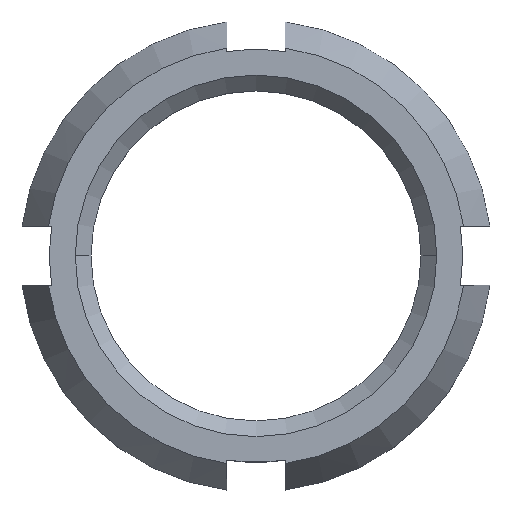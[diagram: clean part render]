
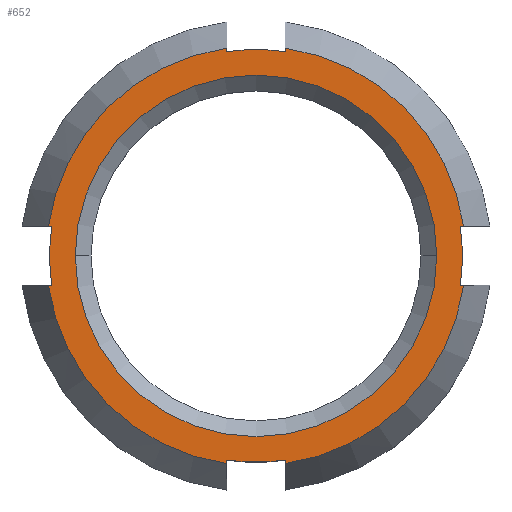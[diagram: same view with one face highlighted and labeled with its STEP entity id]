
A CAD part, top view. The second image highlights one B-rep face of the part: STEP entity #652.
In plain terms, the highlighted planar face has unit normal (0, 0, 1).
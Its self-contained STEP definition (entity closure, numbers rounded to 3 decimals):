
#93=CARTESIAN_POINT('',(-4.6,0.,14.6));
#94=VERTEX_POINT('',#93);
#110=CARTESIAN_POINT('',(4.6,0.0,14.6));
#111=VERTEX_POINT('',#110);
#118=CARTESIAN_POINT('',(0.0,0.0,14.6));
#119=DIRECTION('',(0.0,0.0,1.0));
#120=DIRECTION('',(-1.0,0.0,0.0));
#121=AXIS2_PLACEMENT_3D('',#118,#119,#120);
#122=CIRCLE('',#121,4.6);
#123=EDGE_CURVE('',#111,#94,#122,.T.);
#493=CARTESIAN_POINT('',(0.0,0.0,14.6));
#494=DIRECTION('',(0.0,0.0,1.0));
#495=DIRECTION('',(-1.0,0.0,0.0));
#496=AXIS2_PLACEMENT_3D('',#493,#494,#495);
#497=CIRCLE('',#496,4.6);
#498=EDGE_CURVE('',#94,#111,#497,.T.);
#505=CARTESIAN_POINT('',(0.0,0.0,14.6));
#506=DIRECTION('',(0.0,0.0,-1.0));
#507=DIRECTION('',(0.0,-1.0,0.0));
#508=AXIS2_PLACEMENT_3D('',#505,#506,#507);
#509=PLANE('',#508);
#510=CARTESIAN_POINT('',(5.196,0.75,14.6));
#511=VERTEX_POINT('',#510);
#512=CARTESIAN_POINT('',(5.283,0.75,14.6));
#513=VERTEX_POINT('',#512);
#514=CARTESIAN_POINT('',(5.196,0.75,14.6));
#515=DIRECTION('',(1.0,0.0,0.0));
#516=VECTOR('',#515,0.087);
#517=LINE('',#514,#516);
#518=EDGE_CURVE('',#511,#513,#517,.T.);
#519=ORIENTED_EDGE('',*,*,#518,.T.);
#520=CARTESIAN_POINT('',(0.75,5.283,14.6));
#521=VERTEX_POINT('',#520);
#522=CARTESIAN_POINT('',(0.0,0.0,14.6));
#523=DIRECTION('',(0.0,0.0,1.0));
#524=DIRECTION('',(0.0,-1.0,0.0));
#525=AXIS2_PLACEMENT_3D('',#522,#523,#524);
#526=CIRCLE('',#525,5.336);
#527=EDGE_CURVE('',#513,#521,#526,.T.);
#528=ORIENTED_EDGE('',*,*,#527,.T.);
#529=CARTESIAN_POINT('',(0.75,5.196,14.6));
#530=VERTEX_POINT('',#529);
#531=CARTESIAN_POINT('',(0.75,5.283,14.6));
#532=DIRECTION('',(0.0,-1.0,0.0));
#533=VECTOR('',#532,0.087);
#534=LINE('',#531,#533);
#535=EDGE_CURVE('',#521,#530,#534,.T.);
#536=ORIENTED_EDGE('',*,*,#535,.T.);
#537=CARTESIAN_POINT('',(-0.75,5.196,14.6));
#538=VERTEX_POINT('',#537);
#539=CARTESIAN_POINT('',(0.0,0.0,14.6));
#540=DIRECTION('',(0.,0.,1.0));
#541=DIRECTION('',(-0.143,-0.99,0.));
#542=AXIS2_PLACEMENT_3D('',#539,#540,#541);
#543=CIRCLE('',#542,5.25);
#544=EDGE_CURVE('',#530,#538,#543,.T.);
#545=ORIENTED_EDGE('',*,*,#544,.T.);
#546=CARTESIAN_POINT('',(-0.75,5.283,14.6));
#547=VERTEX_POINT('',#546);
#548=CARTESIAN_POINT('',(-0.75,5.196,14.6));
#549=DIRECTION('',(0.0,1.0,0.0));
#550=VECTOR('',#549,0.087);
#551=LINE('',#548,#550);
#552=EDGE_CURVE('',#538,#547,#551,.T.);
#553=ORIENTED_EDGE('',*,*,#552,.T.);
#554=CARTESIAN_POINT('',(-5.283,0.75,14.6));
#555=VERTEX_POINT('',#554);
#556=CARTESIAN_POINT('',(0.0,0.0,14.6));
#557=DIRECTION('',(0.0,0.0,1.0));
#558=DIRECTION('',(0.0,-1.0,0.0));
#559=AXIS2_PLACEMENT_3D('',#556,#557,#558);
#560=CIRCLE('',#559,5.336);
#561=EDGE_CURVE('',#547,#555,#560,.T.);
#562=ORIENTED_EDGE('',*,*,#561,.T.);
#563=CARTESIAN_POINT('',(-5.196,0.75,14.6));
#564=VERTEX_POINT('',#563);
#565=CARTESIAN_POINT('',(-5.283,0.75,14.6));
#566=DIRECTION('',(1.0,0.0,0.0));
#567=VECTOR('',#566,0.087);
#568=LINE('',#565,#567);
#569=EDGE_CURVE('',#555,#564,#568,.T.);
#570=ORIENTED_EDGE('',*,*,#569,.T.);
#571=CARTESIAN_POINT('',(-5.196,-0.75,14.6));
#572=VERTEX_POINT('',#571);
#573=CARTESIAN_POINT('',(0.0,0.0,14.6));
#574=DIRECTION('',(0.,0.,1.0));
#575=DIRECTION('',(0.99,-0.143,0.));
#576=AXIS2_PLACEMENT_3D('',#573,#574,#575);
#577=CIRCLE('',#576,5.25);
#578=EDGE_CURVE('',#564,#572,#577,.T.);
#579=ORIENTED_EDGE('',*,*,#578,.T.);
#580=CARTESIAN_POINT('',(-5.283,-0.75,14.6));
#581=VERTEX_POINT('',#580);
#582=CARTESIAN_POINT('',(-5.196,-0.75,14.6));
#583=DIRECTION('',(-1.0,0.0,0.0));
#584=VECTOR('',#583,0.087);
#585=LINE('',#582,#584);
#586=EDGE_CURVE('',#572,#581,#585,.T.);
#587=ORIENTED_EDGE('',*,*,#586,.T.);
#588=CARTESIAN_POINT('',(-0.75,-5.283,14.6));
#589=VERTEX_POINT('',#588);
#590=CARTESIAN_POINT('',(0.0,0.0,14.6));
#591=DIRECTION('',(0.0,0.0,1.0));
#592=DIRECTION('',(0.0,-1.0,0.0));
#593=AXIS2_PLACEMENT_3D('',#590,#591,#592);
#594=CIRCLE('',#593,5.336);
#595=EDGE_CURVE('',#581,#589,#594,.T.);
#596=ORIENTED_EDGE('',*,*,#595,.T.);
#597=CARTESIAN_POINT('',(-0.75,-5.196,14.6));
#598=VERTEX_POINT('',#597);
#599=CARTESIAN_POINT('',(-0.75,-5.283,14.6));
#600=DIRECTION('',(0.0,1.0,0.0));
#601=VECTOR('',#600,0.087);
#602=LINE('',#599,#601);
#603=EDGE_CURVE('',#589,#598,#602,.T.);
#604=ORIENTED_EDGE('',*,*,#603,.T.);
#605=CARTESIAN_POINT('',(0.75,-5.196,14.6));
#606=VERTEX_POINT('',#605);
#607=CARTESIAN_POINT('',(0.0,0.0,14.6));
#608=DIRECTION('',(0.,0.,1.0));
#609=DIRECTION('',(0.143,0.99,0.));
#610=AXIS2_PLACEMENT_3D('',#607,#608,#609);
#611=CIRCLE('',#610,5.25);
#612=EDGE_CURVE('',#598,#606,#611,.T.);
#613=ORIENTED_EDGE('',*,*,#612,.T.);
#614=CARTESIAN_POINT('',(0.75,-5.283,14.6));
#615=VERTEX_POINT('',#614);
#616=CARTESIAN_POINT('',(0.75,-5.196,14.6));
#617=DIRECTION('',(0.0,-1.0,0.0));
#618=VECTOR('',#617,0.087);
#619=LINE('',#616,#618);
#620=EDGE_CURVE('',#606,#615,#619,.T.);
#621=ORIENTED_EDGE('',*,*,#620,.T.);
#622=CARTESIAN_POINT('',(5.283,-0.75,14.6));
#623=VERTEX_POINT('',#622);
#624=CARTESIAN_POINT('',(0.0,0.0,14.6));
#625=DIRECTION('',(0.0,0.0,1.0));
#626=DIRECTION('',(0.0,-1.0,0.0));
#627=AXIS2_PLACEMENT_3D('',#624,#625,#626);
#628=CIRCLE('',#627,5.336);
#629=EDGE_CURVE('',#615,#623,#628,.T.);
#630=ORIENTED_EDGE('',*,*,#629,.T.);
#631=CARTESIAN_POINT('',(5.196,-0.75,14.6));
#632=VERTEX_POINT('',#631);
#633=CARTESIAN_POINT('',(5.283,-0.75,14.6));
#634=DIRECTION('',(-1.0,0.0,0.0));
#635=VECTOR('',#634,0.087);
#636=LINE('',#633,#635);
#637=EDGE_CURVE('',#623,#632,#636,.T.);
#638=ORIENTED_EDGE('',*,*,#637,.T.);
#639=CARTESIAN_POINT('',(0.0,0.0,14.6));
#640=DIRECTION('',(0.,0.,1.0));
#641=DIRECTION('',(-0.99,0.143,0.));
#642=AXIS2_PLACEMENT_3D('',#639,#640,#641);
#643=CIRCLE('',#642,5.25);
#644=EDGE_CURVE('',#632,#511,#643,.T.);
#645=ORIENTED_EDGE('',*,*,#644,.T.);
#646=EDGE_LOOP('',(#519,#528,#536,#545,#553,#562,#570,#579,#587,#596,#604,#613,#621,#630,#638,#645));
#647=FACE_OUTER_BOUND('',#646,.T.);
#648=ORIENTED_EDGE('',*,*,#123,.F.);
#649=ORIENTED_EDGE('',*,*,#498,.F.);
#650=EDGE_LOOP('',(#648,#649));
#651=FACE_BOUND('',#650,.T.);
#652=ADVANCED_FACE('',(#647,#651),#509,.F.);
